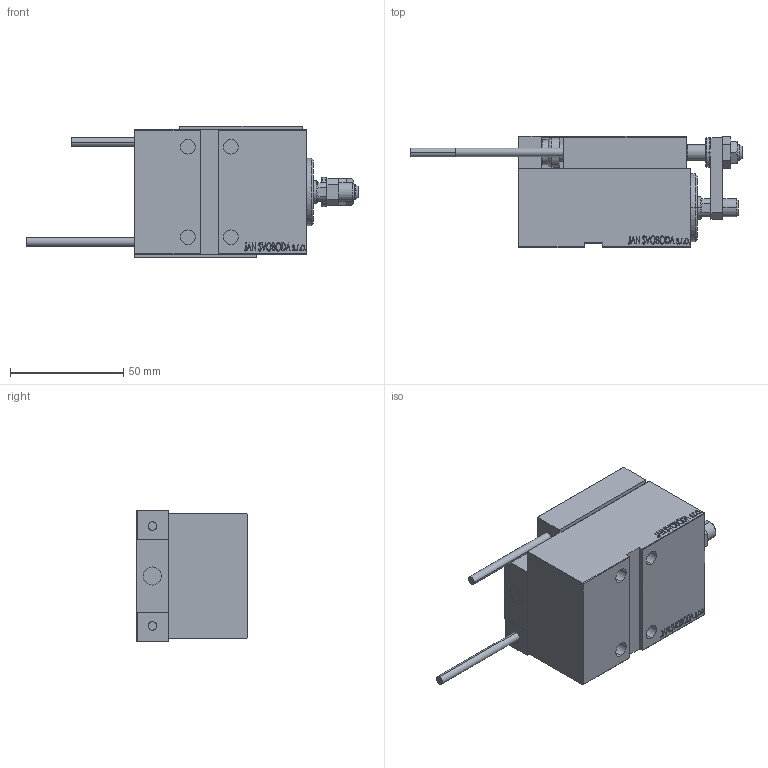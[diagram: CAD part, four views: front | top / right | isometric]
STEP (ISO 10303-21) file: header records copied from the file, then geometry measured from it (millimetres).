
FILE_DESCRIPTION (( 'STEP AP203' ), '1' );
FILE_NAME ('6aae.STEP', '2022-04-16T19:36:39', ( '' ), ( '' ), 'SwSTEP 2.0', 'SolidWorks 2019', '' );
FILE_SCHEMA (( 'CONFIG_CONTROL_DESIGN' ));
Length unit declared in the file: millimetre
Products named in the file (17): MAGNET f67e78f241ba5f0bc68cc98e51814431; V450CM_E_Body f67e78f241ba5f0bc68cc98e51814431; V450CM_VC_B f67e78f241ba5f0bc68cc98e51814431; NUT_D12 f67e78f241ba5f0bc68cc98e51814431; V450CM_E_VCP f67e78f241ba5f0bc68cc98e51814431; 6aae; ZARAZKA f67e78f241ba5f0bc68cc98e51814431; SWITCH DIM B,W f67e78f241ba5f0bc68cc98e51814431; ALLEN BOLT D5 f67e78f241ba5f0bc68cc98e51814431; KONCOVKA f67e78f241ba5f0bc68cc98e51814431; NUT_D10 f67e78f241ba5f0bc68cc98e51814431; SWITCH X f67e78f241ba5f0bc68cc98e51814431; SWITCH_X_FRONT_BACK f67e78f241ba5f0bc68cc98e51814431; Block f67e78f241ba5f0bc68cc98e51814431; ALLEN BOLT D8 f67e78f241ba5f0bc68cc98e51814431; TYC_L79 f67e78f241ba5f0bc68cc98e51814431; V450CM_MALE_METRIC f67e78f241ba5f0bc68cc98e51814431
Assembly tree (26 placements, depth 3):
  6aae
    V450CM_E_Body f67e78f241ba5f0bc68cc98e51814431
    V450CM_E_VCP f67e78f241ba5f0bc68cc98e51814431
    V450CM_VC_B f67e78f241ba5f0bc68cc98e51814431
    V450CM_MALE_METRIC f67e78f241ba5f0bc68cc98e51814431
    SWITCH X f67e78f241ba5f0bc68cc98e51814431
      SWITCH_X_FRONT_BACK f67e78f241ba5f0bc68cc98e51814431  x2
      TYC_L79 f67e78f241ba5f0bc68cc98e51814431
      Block f67e78f241ba5f0bc68cc98e51814431  x2
      ALLEN BOLT D5 f67e78f241ba5f0bc68cc98e51814431  x4
      ALLEN BOLT D8 f67e78f241ba5f0bc68cc98e51814431  x4
      MAGNET f67e78f241ba5f0bc68cc98e51814431  x2
      KONCOVKA f67e78f241ba5f0bc68cc98e51814431  x2
    SWITCH DIM B,W f67e78f241ba5f0bc68cc98e51814431
    ZARAZKA f67e78f241ba5f0bc68cc98e51814431
    NUT_D10 f67e78f241ba5f0bc68cc98e51814431
    NUT_D12 f67e78f241ba5f0bc68cc98e51814431
Bounding box: 146.7 x 49 x 58 mm (x, y, z)
Volume: 179304 mm3; surface area: 53778.3 mm2
Topology: 25 solids, 25 shells, 1297 faces, 3102 edges, 1982 vertices
Faces by surface type: plane 572, bspline 380, cylinder 178, cone 117, torus 46, sphere 4
Entity records: 50222 total; most frequent: CARTESIAN_POINT 25428, ORIENTED_EDGE 5224, DIRECTION 3519, EDGE_CURVE 2612, VERTEX_POINT 1706, LINE 1509, VECTOR 1509, EDGE_LOOP 1204
